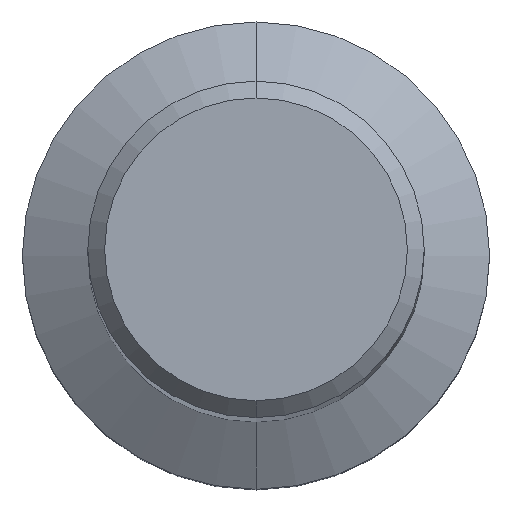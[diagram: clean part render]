
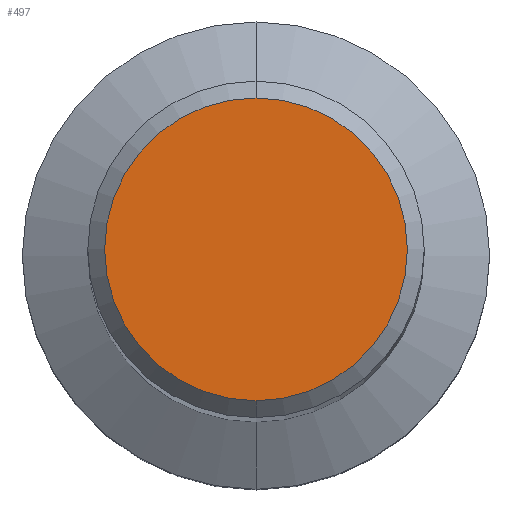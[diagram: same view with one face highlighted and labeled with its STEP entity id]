
A CAD part, top view. The second image highlights one B-rep face of the part: STEP entity #497.
In plain terms, the highlighted planar face has unit normal (0, 0, 1).
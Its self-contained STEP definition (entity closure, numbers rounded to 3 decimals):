
#259=EDGE_CURVE('',#577,#363,#652,.T.);
#363=VERTEX_POINT('',#767);
#423=EDGE_CURVE('',#363,#577,#833,.T.);
#497=ADVANCED_FACE('',(#912),#913,.T.);
#577=VERTEX_POINT('',#1004);
#652=CIRCLE('',#1133,3.6);
#767=CARTESIAN_POINT('',(0.,-3.6,0.0));
#833=CIRCLE('',#1500,3.6);
#912=FACE_OUTER_BOUND('',#1618,.T.);
#913=PLANE('',#1619);
#1004=CARTESIAN_POINT('',(0.0,3.6,0.0));
#1133=AXIS2_PLACEMENT_3D('',#1819,#1820,#1821);
#1500=AXIS2_PLACEMENT_3D('',#2044,#2045,#2046);
#1618=EDGE_LOOP('',(#2116,#2117));
#1619=AXIS2_PLACEMENT_3D('',#2118,#2119,#2120);
#1819=CARTESIAN_POINT('',(0.0,0.0,0.0));
#1820=DIRECTION('',(0.0,0.0,-1.0));
#1821=DIRECTION('',(0.0,1.0,0.0));
#2044=CARTESIAN_POINT('',(0.0,0.0,0.0));
#2045=DIRECTION('',(0.0,0.0,-1.0));
#2046=DIRECTION('',(0.0,1.0,0.0));
#2116=ORIENTED_EDGE('',*,*,#259,.F.);
#2117=ORIENTED_EDGE('',*,*,#423,.F.);
#2118=CARTESIAN_POINT('',(0.0,1.8,0.0));
#2119=DIRECTION('',(-0.0,0.0,1.0));
#2120=DIRECTION('',(0.0,-1.0,0.0));
